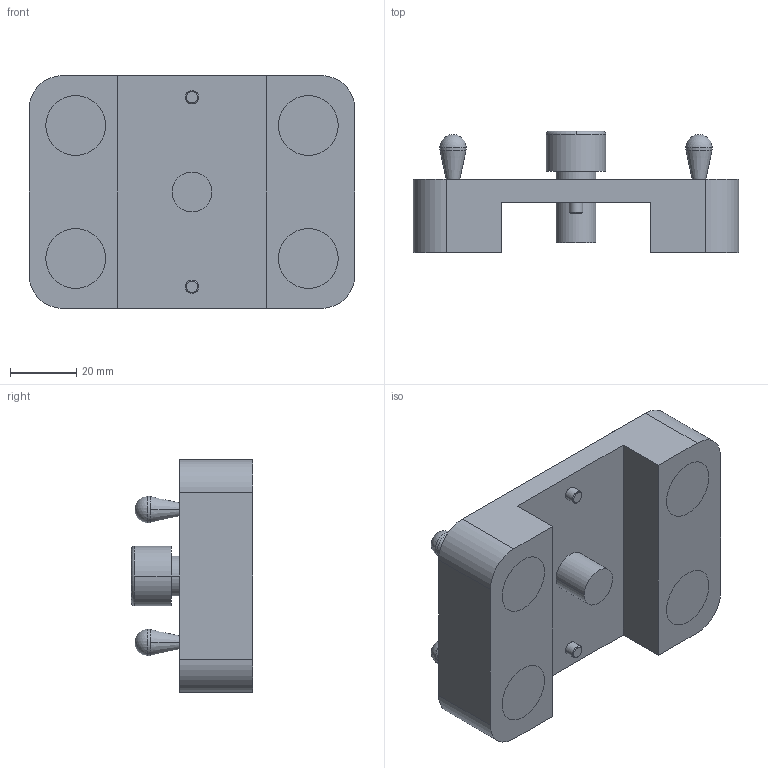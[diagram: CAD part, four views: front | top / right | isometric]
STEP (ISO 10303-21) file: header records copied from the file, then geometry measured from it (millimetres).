
FILE_DESCRIPTION(('STEP AP214'),'1');
FILE_NAME('HALDERV_EH_1586_260.stp','2017-08-30T11:18:08',('TraceParts'),('TraceParts S.A.'),'Spatial InterOp 3D',' ',' ');
FILE_SCHEMA(('automotive_design'));
Length unit declared in the file: millimetre
Products named in the file (16): HALDERV_EH_1586_260_1; HALDERV_EH_1586_260_2; HALDERV_EH_1586_260_3; HALDERV_EH_1586_260_4; HALDERV_EH_1586_260_5; HALDERV_EH_1586_260_6; HALDERV_EH_1586_260_7; HALDERV_EH_1586_260_8; HALDERV_EH_1586_260_9; HALDERV_EH_1586_260_10; HALDERV_EH_1586_260_11; HALDERV_EH_1586_260_12; HALDERV_EH_1586_260_13; HALDERV_EH_1586_260_14; HALDERV_EH_1586_260_15; HALDERV_EH_1586_260_16
Bounding box: 98 x 36.5 x 70 mm (x, y, z)
Volume: 107427.8 mm3; surface area: 40132.9 mm2
Topology: 16 solids, 16 shells, 246 faces, 579 edges, 369 vertices
Faces by surface type: plane 126, cylinder 66, cone 44, sphere 8, torus 2
Entity records: 9207 total; most frequent: DIRECTION 1302, CARTESIAN_POINT 1226, ORIENTED_EDGE 1126, EDGE_CURVE 563, AXIS2_PLACEMENT_3D 493, VERTEX_POINT 369, LINE 316, VECTOR 316
